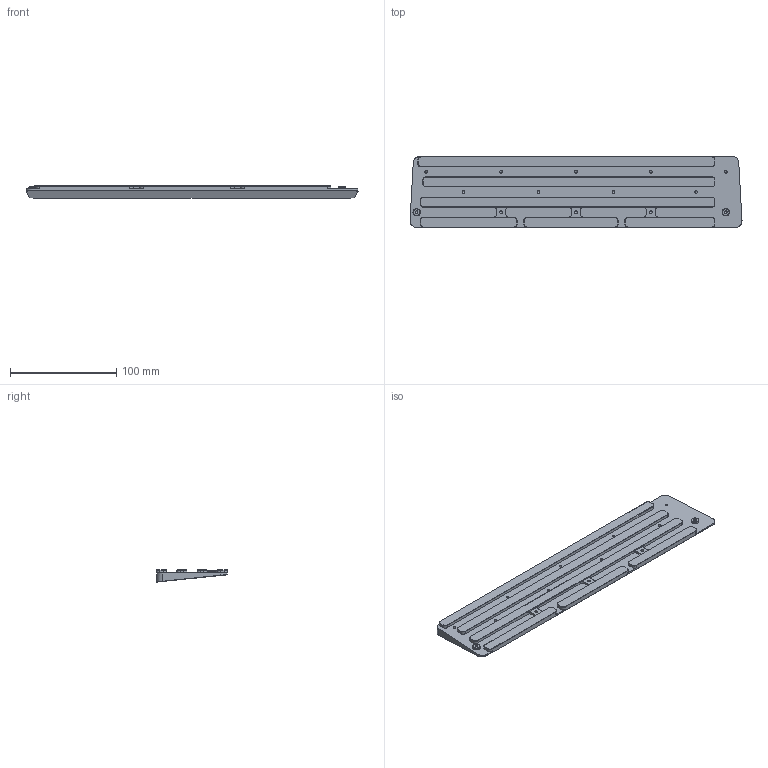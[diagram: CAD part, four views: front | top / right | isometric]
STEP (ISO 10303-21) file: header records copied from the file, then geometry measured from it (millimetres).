
FILE_DESCRIPTION(/* description */ ('STEP AP214','CAx-IF Rec.Pracs.---User Defined Attributes---1.5---2016-08-15'),/* implementation_level */ '2;1');
FILE_NAME(/* name */ '6934f904dd5747af1b70d8e2',/* time_stamp */ '2025-12-07T03:48:21Z',/* author */ (''),/* organization */ (''),/* preprocessor_version */ 'ST-DEVELOPER v20',/* originating_system */ 'ONSHAPE BY PTC INC, 1.207',/* authorisation */ ' ');
FILE_SCHEMA (('AUTOMOTIVE_DESIGN {1 0 10303 214 3 1 1}'));
Length unit declared in the file: metre
Products named in the file (1): Weight
Bounding box: 313.1 x 66.73 x 11.46 mm (x, y, z)
Volume: 136507.4 mm3; surface area: 51941.9 mm2
Topology: 1 solids, 1 shells, 173 faces, 450 edges, 282 vertices
Faces by surface type: plane 73, cylinder 52, cone 40, bspline 8
Full cylindrical faces by diameter (mm): 2.5 x14, 6.9 x2
Entity records: 5117 total; most frequent: CARTESIAN_POINT 1125, DIRECTION 828, ORIENTED_EDGE 772, EDGE_CURVE 386, AXIS2_PLACEMENT_3D 296, VERTEX_POINT 264, LINE 236, VECTOR 236
